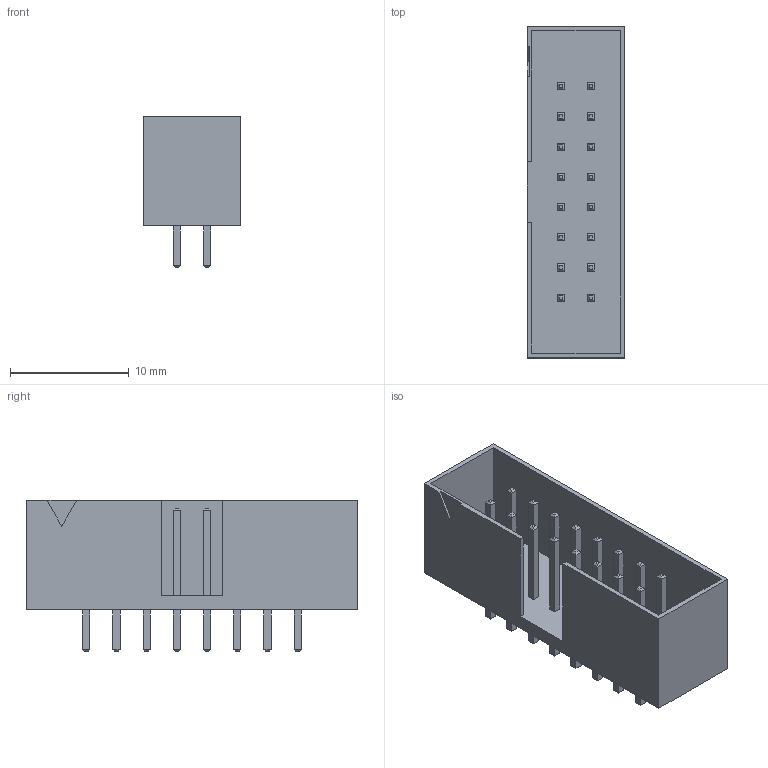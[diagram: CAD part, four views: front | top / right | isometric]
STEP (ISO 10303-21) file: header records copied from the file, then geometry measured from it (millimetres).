
FILE_DESCRIPTION (( 'STEP AP214' ), '1' );
FILE_NAME ('HE10_2x8.STEP', '2019-08-22T09:34:57', ( '' ), ( '' ), 'SwSTEP 2.0', 'SolidWorks 2018', '' );
FILE_SCHEMA (( 'AUTOMOTIVE_DESIGN' ));
Length unit declared in the file: millimetre
Products named in the file (1): HE10_2x8
Bounding box: 8.2 x 27.9 x 12.7 mm (x, y, z)
Volume: 545.1 mm3; surface area: 2005.9 mm2
Topology: 1 solids, 1 shells, 305 faces, 685 edges, 414 vertices
Faces by surface type: plane 305
Entity records: 11524 total; most frequent: CARTESIAN_POINT 1405, ORIENTED_EDGE 1370, DIRECTION 1297, EDGE_CURVE 685, VECTOR 685, LINE 685, VERTEX_POINT 414, EDGE_LOOP 337
